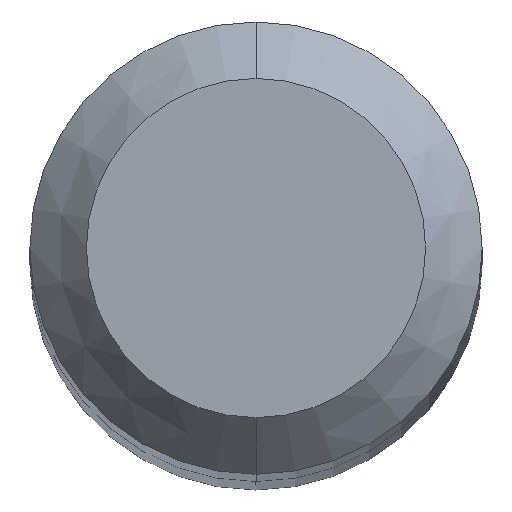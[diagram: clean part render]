
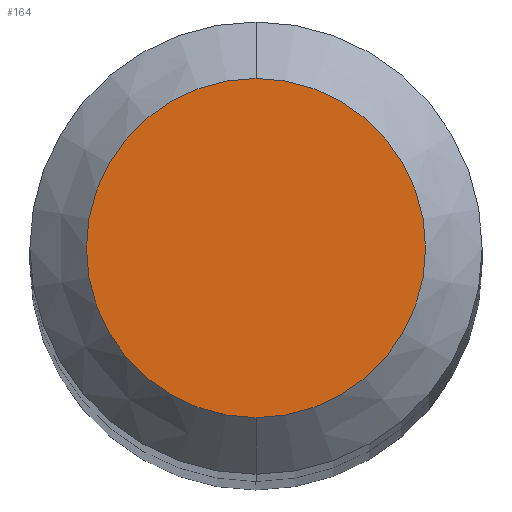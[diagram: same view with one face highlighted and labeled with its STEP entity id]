
A CAD part, top view. The second image highlights one B-rep face of the part: STEP entity #164.
In plain terms, the highlighted planar face has unit normal (0, 0, 1).
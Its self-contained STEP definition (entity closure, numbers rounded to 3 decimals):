
#30 = AXIS2_PLACEMENT_3D ( 'NONE', #85, #182, #317 ) ;
#36 = DIRECTION ( 'NONE',  ( 0., 0., -1. ) ) ;
#58 = AXIS2_PLACEMENT_3D ( 'NONE', #159, #36, #116 ) ;
#65 = CARTESIAN_POINT ( 'NONE',  ( 0., 1.2, 65. ) ) ;
#69 = EDGE_CURVE ( 'NONE', #188, #324, #143, .T. ) ;
#85 = CARTESIAN_POINT ( 'NONE',  ( 0., 0., 65. ) ) ;
#91 = CIRCLE ( 'NONE', #30, 1.2 ) ;
#96 = DIRECTION ( 'NONE',  ( 0., 1., 0. ) ) ;
#116 = DIRECTION ( 'NONE',  ( 0., 1., 0. ) ) ;
#143 = CIRCLE ( 'NONE', #58, 1.2 ) ;
#147 = ORIENTED_EDGE ( 'NONE', *, *, #316, .F. ) ;
#159 = CARTESIAN_POINT ( 'NONE',  ( 0., 0., 65. ) ) ;
#164 = ADVANCED_FACE ( 'NONE', ( #273 ), #278, .F. ) ;
#182 = DIRECTION ( 'NONE',  ( 0., 0., -1. ) ) ;
#188 = VERTEX_POINT ( 'NONE', #218 ) ;
#195 = CARTESIAN_POINT ( 'NONE',  ( 0., 0., 65. ) ) ;
#196 = DIRECTION ( 'NONE',  ( 0., 0., -1. ) ) ;
#212 = EDGE_LOOP ( 'NONE', ( #147, #322 ) ) ;
#218 = CARTESIAN_POINT ( 'NONE',  ( 0., -1.2, 65. ) ) ;
#260 = AXIS2_PLACEMENT_3D ( 'NONE', #195, #196, #96 ) ;
#273 = FACE_OUTER_BOUND ( 'NONE', #212, .T. ) ;
#278 = PLANE ( 'NONE',  #260 ) ;
#316 = EDGE_CURVE ( 'NONE', #324, #188, #91, .T. ) ;
#317 = DIRECTION ( 'NONE',  ( 0., 1., 0. ) ) ;
#322 = ORIENTED_EDGE ( 'NONE', *, *, #69, .F. ) ;
#324 = VERTEX_POINT ( 'NONE', #65 ) ;
